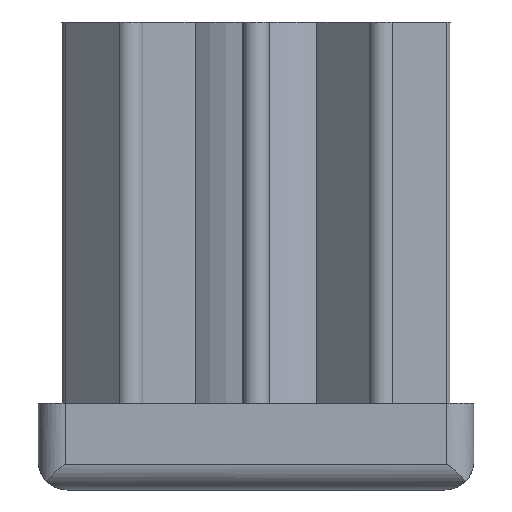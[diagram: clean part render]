
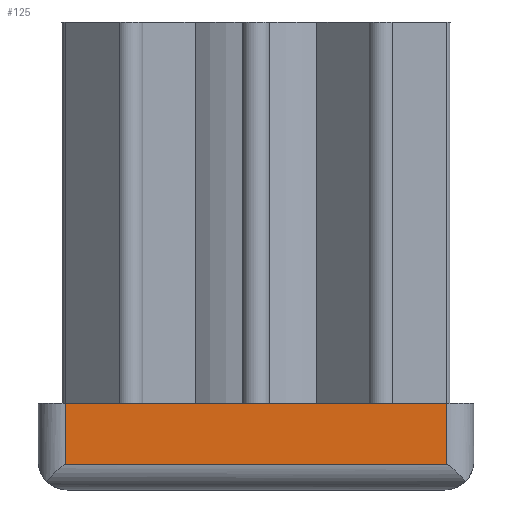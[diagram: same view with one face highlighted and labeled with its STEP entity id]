
A CAD part, left-side view. The second image highlights one B-rep face of the part: STEP entity #125.
In plain terms, the highlighted planar face has unit normal (-1, 0, 0).
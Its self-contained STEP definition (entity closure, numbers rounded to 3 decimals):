
#125 = ADVANCED_FACE( '', ( #294 ), #295, .F. );
#294 = FACE_OUTER_BOUND( '', #509, .T. );
#295 = PLANE( '', #510 );
#509 = EDGE_LOOP( '', ( #804, #805, #806, #807 ) );
#510 = AXIS2_PLACEMENT_3D( '', #808, #809, #810 );
#804 = ORIENTED_EDGE( '', *, *, #1383, .T. );
#805 = ORIENTED_EDGE( '', *, *, #1377, .T. );
#806 = ORIENTED_EDGE( '', *, *, #1384, .F. );
#807 = ORIENTED_EDGE( '', *, *, #1385, .F. );
#808 = CARTESIAN_POINT( '', ( -20., 17.5, 8. ) );
#809 = DIRECTION( '', ( 1., 0., 0. ) );
#810 = DIRECTION( '', ( 0., 0., -1. ) );
#1377 = EDGE_CURVE( '', #1679, #1680, #1681, .T. );
#1383 = EDGE_CURVE( '', #1689, #1679, #1690, .T. );
#1384 = EDGE_CURVE( '', #1691, #1680, #1692, .T. );
#1385 = EDGE_CURVE( '', #1689, #1691, #1693, .T. );
#1679 = VERTEX_POINT( '', #2147 );
#1680 = VERTEX_POINT( '', #2148 );
#1681 = LINE( '', #2149, #2150 );
#1689 = VERTEX_POINT( '', #2198 );
#1690 = LINE( '', #2199, #2200 );
#1691 = VERTEX_POINT( '', #2201 );
#1692 = LINE( '', #2202, #2203 );
#1693 = LINE( '', #2204, #2205 );
#2147 = CARTESIAN_POINT( '', ( -20., 17.5, 2.331 ) );
#2148 = CARTESIAN_POINT( '', ( -20., -17.5, 2.331 ) );
#2149 = CARTESIAN_POINT( '', ( -20., 48., 2.331 ) );
#2150 = VECTOR( '', #2642, 1000. );
#2198 = CARTESIAN_POINT( '', ( -20., 17.5, 8. ) );
#2199 = CARTESIAN_POINT( '', ( -20., 17.5, 8. ) );
#2200 = VECTOR( '', #2644, 1000. );
#2201 = CARTESIAN_POINT( '', ( -20., -17.5, 8. ) );
#2202 = CARTESIAN_POINT( '', ( -20., -17.5, 8. ) );
#2203 = VECTOR( '', #2645, 1000. );
#2204 = CARTESIAN_POINT( '', ( -20., 17.5, 8. ) );
#2205 = VECTOR( '', #2646, 1000. );
#2642 = DIRECTION( '', ( 0., -1., 0. ) );
#2644 = DIRECTION( '', ( 0., 0., -1. ) );
#2645 = DIRECTION( '', ( 0., 0., -1. ) );
#2646 = DIRECTION( '', ( 0., -1., 0. ) );
